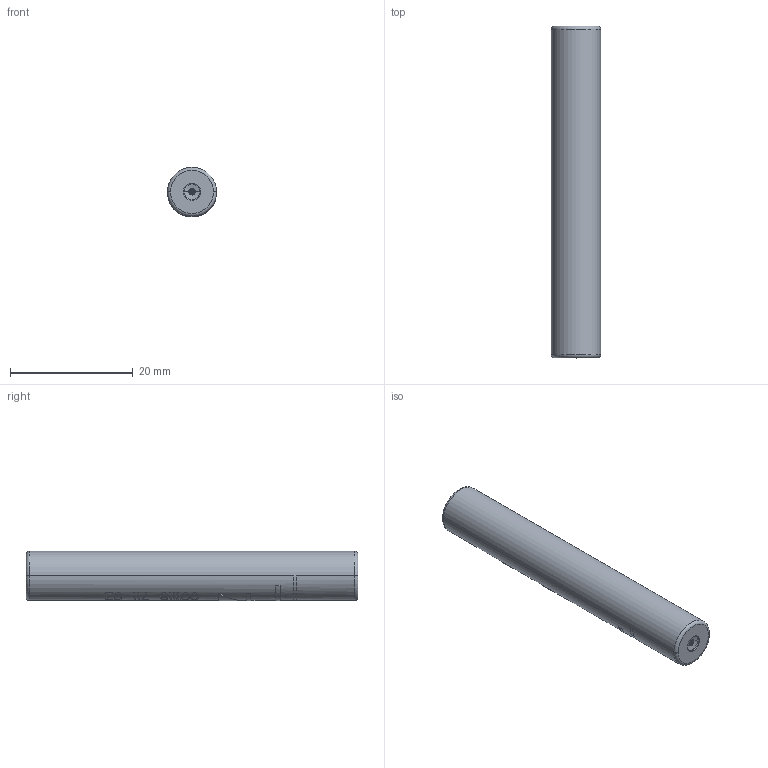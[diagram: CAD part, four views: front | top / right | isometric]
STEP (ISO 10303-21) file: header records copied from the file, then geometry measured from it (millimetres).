
FILE_DESCRIPTION((''),'2;1');
FILE_NAME('00111971102','2020-05-28T',('presta_be4'),(''),'CREO PARAMETRIC BY PTC INC, 2018360','CREO PARAMETRIC BY PTC INC, 2018360','');
FILE_SCHEMA(('CONFIG_CONTROL_DESIGN'));
Length unit declared in the file: millimetre
Products named in the file (1): 00111971102
Bounding box: 8 x 54 x 8.05 mm (x, y, z)
Volume: 2016 mm3; surface area: 2716 mm2
Topology: 4 solids, 4 shells, 711 faces, 1877 edges, 1224 vertices
Faces by surface type: plane 470, cylinder 153, torus 48, cone 28, bspline 12
Entity records: 23217 total; most frequent: CARTESIAN_POINT 6336, ORIENTED_EDGE 3754, DIRECTION 3171, EDGE_CURVE 1877, VERTEX_POINT 1224, AXIS2_PLACEMENT_3D 1197, VECTOR 777, LINE 777
